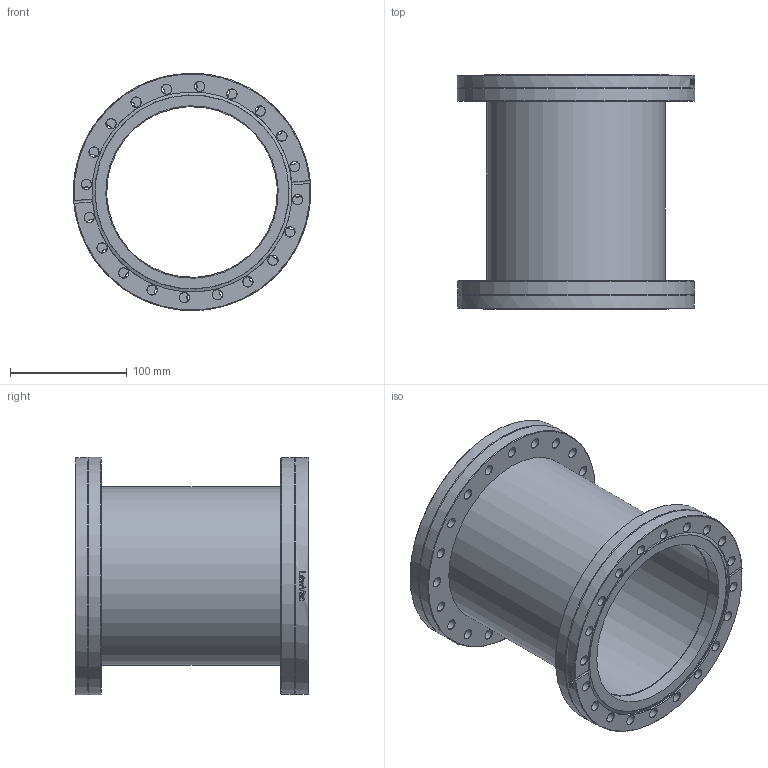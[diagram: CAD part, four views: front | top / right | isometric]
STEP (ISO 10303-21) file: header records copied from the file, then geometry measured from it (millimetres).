
FILE_DESCRIPTION(/* description */ (''),/* implementation_level */ '2;1');
FILE_NAME(/* name */ 'FL-SSC160CF.stp',/* time_stamp */ '2018-01-24T13:26:20+00:00',/* author */ ('paul'),/* organization */ (''),/* preprocessor_version */ 'ST-DEVELOPER v16.13',/* originating_system */ 'Autodesk Inventor 2018',/* authorisation */ '');
FILE_SCHEMA (('AUTOMOTIVE_DESIGN { 1 0 10303 214 3 1 1 }'));
Length unit declared in the file: millimetre
Products named in the file (6): FL-SSC160CF; FL-160CF-152; FL-160CFR-152; FL-160CFR OUTER; FL-160CFR-152 INNER; tube short
Assembly tree (5 placements, depth 3):
  FL-SSC160CF
    FL-160CF-152
    FL-160CFR-152
      FL-160CFR OUTER
      FL-160CFR-152 INNER
    tube short
Bounding box: 203 x 200 x 203 mm (x, y, z)
Volume: 869977.4 mm3; surface area: 322400.1 mm2
Topology: 4 solids, 4 shells, 349 faces, 918 edges, 595 vertices
Faces by surface type: bspline 106, cone 93, plane 74, cylinder 74, torus 2
Full cylindrical faces by diameter (mm): 8.4 x40, 146 x1, 147.6 x2, 152.4 x1, 152.9 x2, 156 x1, 171.4 x3, 203 x4
Entity records: 33409 total; most frequent: CARTESIAN_POINT 25664, ORIENTED_EDGE 1458, DIRECTION 1380, EDGE_CURVE 729, EDGE_LOOP 600, AXIS2_PLACEMENT_3D 575, VERTEX_POINT 551, FACE_OUTER_BOUND 349
